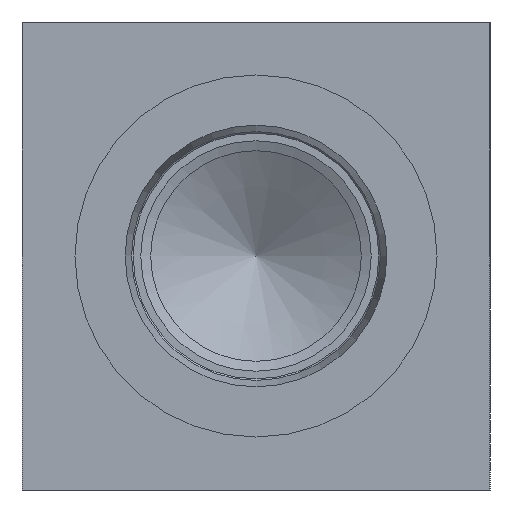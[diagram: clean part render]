
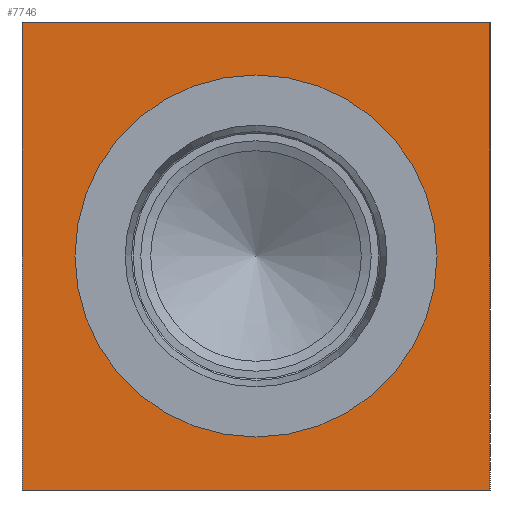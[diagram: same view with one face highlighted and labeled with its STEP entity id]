
A CAD part, left-side view. The second image highlights one B-rep face of the part: STEP entity #7746.
In plain terms, the highlighted planar face has unit normal (-1, 0, 0).
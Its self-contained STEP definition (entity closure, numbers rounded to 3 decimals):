
#139=CIRCLE('',#8049,24.562);
#140=CIRCLE('',#8050,24.562);
#254=FACE_BOUND('',#1418,.T.);
#985=FACE_OUTER_BOUND('',#1417,.T.);
#1417=EDGE_LOOP('',(#6792,#6793,#6794,#6795));
#1418=EDGE_LOOP('',(#6796,#6797));
#1704=LINE('',#11914,#2419);
#2140=LINE('',#13479,#2855);
#2141=LINE('',#13480,#2856);
#2142=LINE('',#13481,#2857);
#2419=VECTOR('',#8603,10.);
#2855=VECTOR('',#9743,10.);
#2856=VECTOR('',#9744,10.);
#2857=VECTOR('',#9745,10.);
#3167=VERTEX_POINT('',#11907);
#3170=VERTEX_POINT('',#11912);
#3496=VERTEX_POINT('',#13154);
#3497=VERTEX_POINT('',#13155);
#3581=VERTEX_POINT('',#13477);
#3582=VERTEX_POINT('',#13478);
#4044=EDGE_CURVE('',#3170,#3167,#1704,.T.);
#4524=EDGE_CURVE('',#3496,#3497,#139,.T.);
#4525=EDGE_CURVE('',#3497,#3496,#140,.T.);
#4659=EDGE_CURVE('',#3581,#3582,#2140,.T.);
#4660=EDGE_CURVE('',#3582,#3167,#2141,.T.);
#4661=EDGE_CURVE('',#3581,#3170,#2142,.T.);
#6792=ORIENTED_EDGE('',*,*,#4659,.T.);
#6793=ORIENTED_EDGE('',*,*,#4660,.T.);
#6794=ORIENTED_EDGE('',*,*,#4044,.F.);
#6795=ORIENTED_EDGE('',*,*,#4661,.F.);
#6796=ORIENTED_EDGE('',*,*,#4524,.T.);
#6797=ORIENTED_EDGE('',*,*,#4525,.T.);
#7050=PLANE('',#8186);
#7746=ADVANCED_FACE('',(#985,#254),#7050,.T.);
#8049=AXIS2_PLACEMENT_3D('',#13156,#9427,#9428);
#8050=AXIS2_PLACEMENT_3D('',#13157,#9429,#9430);
#8186=AXIS2_PLACEMENT_3D('',#13476,#9741,#9742);
#8603=DIRECTION('',(0.,-1.,0.));
#9427=DIRECTION('center_axis',(1.,0.,0.));
#9428=DIRECTION('ref_axis',(0.,0.,1.));
#9429=DIRECTION('center_axis',(1.,0.,0.));
#9430=DIRECTION('ref_axis',(0.,0.,1.));
#9741=DIRECTION('center_axis',(-1.,0.,0.));
#9742=DIRECTION('ref_axis',(0.,-1.,0.));
#9743=DIRECTION('',(0.,-1.,0.));
#9744=DIRECTION('',(0.,0.,1.));
#9745=DIRECTION('',(0.,0.,1.));
#11907=CARTESIAN_POINT('',(0.,0.,63.5));
#11912=CARTESIAN_POINT('',(0.,63.5,63.5));
#11914=CARTESIAN_POINT('',(0.,63.5,63.5));
#13154=CARTESIAN_POINT('',(0.,31.75,56.312));
#13155=CARTESIAN_POINT('',(0.,31.75,7.188));
#13156=CARTESIAN_POINT('Origin',(0.,31.75,31.75));
#13157=CARTESIAN_POINT('Origin',(0.,31.75,31.75));
#13476=CARTESIAN_POINT('Origin',(0.,63.5,0.));
#13477=CARTESIAN_POINT('',(0.,63.5,0.));
#13478=CARTESIAN_POINT('',(0.,0.,0.));
#13479=CARTESIAN_POINT('',(0.,63.5,0.));
#13480=CARTESIAN_POINT('',(0.,0.,0.));
#13481=CARTESIAN_POINT('',(0.,63.5,0.));
